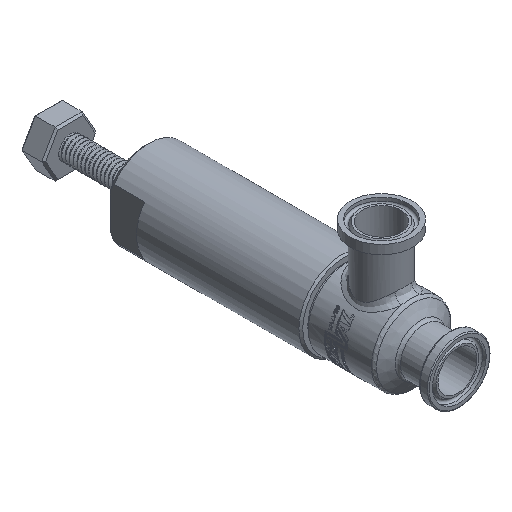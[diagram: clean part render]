
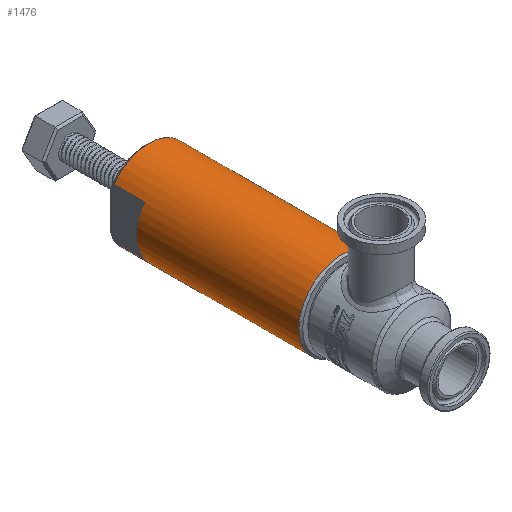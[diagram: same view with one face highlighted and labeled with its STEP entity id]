
A CAD part, isometric view. The second image highlights one B-rep face of the part: STEP entity #1476.
In plain terms, the highlighted cylindrical face has radius 17.491 mm (diameter 34.982 mm), a full revolution.
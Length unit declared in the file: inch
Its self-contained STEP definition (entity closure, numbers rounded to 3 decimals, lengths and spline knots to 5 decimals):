
#593 = VERTEX_POINT ( 'NONE', #21881 ) ;
#637 = CARTESIAN_POINT ( 'NONE',  ( -0.56225, 0., 0.39758 ) ) ;
#731 = VERTEX_POINT ( 'NONE', #26323 ) ;
#764 = EDGE_CURVE ( 'NONE', #15192, #24793, #6143, .T. ) ;
#770 = CARTESIAN_POINT ( 'NONE',  ( 0., 0., 0. ) ) ;
#893 = ORIENTED_EDGE ( 'NONE', *, *, #12828, .T. ) ;
#1422 = CARTESIAN_POINT ( 'NONE',  ( 0.68843, 3.4588, 0.01635 ) ) ;
#1476 = ADVANCED_FACE ( 'NONE', ( #19732, #7496, #22884 ), #13784, .T. ) ;
#1515 = CARTESIAN_POINT ( 'NONE',  ( 0.68785, 3.4872, -0.0325 ) ) ;
#1674 = EDGE_CURVE ( 'NONE', #18646, #10419, #7851, .T. ) ;
#1738 = CARTESIAN_POINT ( 'NONE',  ( 0.56225, 0., -0.39758 ) ) ;
#1761 = CARTESIAN_POINT ( 'NONE',  ( -0.56225, 0., -0.39758 ) ) ;
#1800 = VERTEX_POINT ( 'NONE', #20144 ) ;
#2148 = DIRECTION ( 'NONE',  ( 0., 1., 0. ) ) ;
#2210 = CARTESIAN_POINT ( 'NONE',  ( 0.56225, 0., 0.39758 ) ) ;
#2755 = CARTESIAN_POINT ( 'NONE',  ( 0., 4.97774, 0. ) ) ;
#3045 = DIRECTION ( 'NONE',  ( 0., 0., -1. ) ) ;
#3139 = DIRECTION ( 'NONE',  ( 0., -1., 0. ) ) ;
#3425 = CARTESIAN_POINT ( 'NONE',  ( 0.68785, 3.48295, 0.0325 ) ) ;
#3510 = DIRECTION ( 'NONE',  ( 0., -1., 0. ) ) ;
#3545 = EDGE_LOOP ( 'NONE', ( #4717 ) ) ;
#3622 = CARTESIAN_POINT ( 'NONE',  ( 0.68813, 3.46724, 0.026 ) ) ;
#3777 = AXIS2_PLACEMENT_3D ( 'NONE', #22325, #8934, #17912 ) ;
#4127 = DIRECTION ( 'NONE',  ( 0., 1., 0. ) ) ;
#4527 = ORIENTED_EDGE ( 'NONE', *, *, #764, .T. ) ;
#4717 = ORIENTED_EDGE ( 'NONE', *, *, #12206, .T. ) ;
#4822 = EDGE_CURVE ( 'NONE', #731, #5457, #19862, .T. ) ;
#5065 = AXIS2_PLACEMENT_3D ( 'NONE', #2755, #18292, #22803 ) ;
#5262 = CARTESIAN_POINT ( 'NONE',  ( 0., 4.49, 0. ) ) ;
#5270 = DIRECTION ( 'NONE',  ( 0., 0., 1. ) ) ;
#5350 = CARTESIAN_POINT ( 'NONE',  ( -0.56225, 4.49, -0.39758 ) ) ;
#5457 = VERTEX_POINT ( 'NONE', #26890 ) ;
#5649 = CARTESIAN_POINT ( 'NONE',  ( 0.68785, 3.49579, -0.0325 ) ) ;
#5662 = DIRECTION ( 'NONE',  ( 0., 1., 0. ) ) ;
#5747 = CARTESIAN_POINT ( 'NONE',  ( 0.68862, 3.45471, -0.0085 ) ) ;
#5820 = VECTOR ( 'NONE', #2148, 39.37008 ) ;
#5933 = CARTESIAN_POINT ( 'NONE',  ( 0.56225, 4.49, -0.39758 ) ) ;
#5935 = CARTESIAN_POINT ( 'NONE',  ( 0.68862, 3.51971, -0.00426 ) ) ;
#6143 = LINE ( 'NONE', #1761, #5820 ) ;
#6162 = ORIENTED_EDGE ( 'NONE', *, *, #27023, .T. ) ;
#6295 = EDGE_CURVE ( 'NONE', #1800, #24793, #16328, .T. ) ;
#7113 = ORIENTED_EDGE ( 'NONE', *, *, #14882, .F. ) ;
#7183 = EDGE_LOOP ( 'NONE', ( #7442, #11958, #7113, #27028, #6162, #4527, #11804, #893 ) ) ;
#7442 = ORIENTED_EDGE ( 'NONE', *, *, #1674, .T. ) ;
#7496 = FACE_OUTER_BOUND ( 'NONE', #7183, .T. ) ;
#7750 = VERTEX_POINT ( 'NONE', #22174 ) ;
#7851 = CIRCLE ( 'NONE', #15965, 0.68862 ) ;
#7857 = CARTESIAN_POINT ( 'NONE',  ( 0.68862, 3.4547, 0.00422 ) ) ;
#7905 = EDGE_LOOP ( 'NONE', ( #8814 ) ) ;
#7958 = CARTESIAN_POINT ( 'NONE',  ( 0.68789, 3.4787, 0.03166 ) ) ;
#8245 = CARTESIAN_POINT ( 'NONE',  ( 0.68858, 3.51887, -0.00847 ) ) ;
#8814 = ORIENTED_EDGE ( 'NONE', *, *, #22332, .T. ) ;
#8934 = DIRECTION ( 'NONE',  ( 0., 1., 0. ) ) ;
#9247 = LINE ( 'NONE', #1738, #28405 ) ;
#9962 = DIRECTION ( 'NONE',  ( 0., 1., 0. ) ) ;
#10067 = CARTESIAN_POINT ( 'NONE',  ( 0.68833, 3.5132, -0.01996 ) ) ;
#10272 = CARTESIAN_POINT ( 'NONE',  ( 0.68813, 3.46722, -0.02598 ) ) ;
#10367 = CARTESIAN_POINT ( 'NONE',  ( 0.68843, 3.51558, 0.0164 ) ) ;
#10374 = CARTESIAN_POINT ( 'NONE',  ( 0., 4.97774, 0. ) ) ;
#10419 = VERTEX_POINT ( 'NONE', #26285 ) ;
#11493 = CIRCLE ( 'NONE', #3777, 0.68862 ) ;
#11804 = ORIENTED_EDGE ( 'NONE', *, *, #6295, .F. ) ;
#11958 = ORIENTED_EDGE ( 'NONE', *, *, #12948, .T. ) ;
#12206 = EDGE_CURVE ( 'NONE', #7750, #7750, #17509, .T. ) ;
#12313 = DIRECTION ( 'NONE',  ( 0., 0., -1. ) ) ;
#12516 = CARTESIAN_POINT ( 'NONE',  ( 0.68843, 3.51561, -0.01636 ) ) ;
#12705 = CARTESIAN_POINT ( 'NONE',  ( 0.68803, 3.50416, 0.02899 ) ) ;
#12828 = EDGE_CURVE ( 'NONE', #1800, #18646, #9247, .T. ) ;
#12857 = VECTOR ( 'NONE', #15912, 39.37008 ) ;
#12948 = EDGE_CURVE ( 'NONE', #10419, #13150, #13438, .T. ) ;
#13150 = VERTEX_POINT ( 'NONE', #22536 ) ;
#13438 = LINE ( 'NONE', #2210, #15532 ) ;
#13784 = CYLINDRICAL_SURFACE ( 'NONE', #20476, 0.68862 ) ;
#14211 = AXIS2_PLACEMENT_3D ( 'NONE', #10374, #5662, #25601 ) ;
#14571 = CARTESIAN_POINT ( 'NONE',  ( 0.68803, 3.47082, -0.02839 ) ) ;
#14672 = CARTESIAN_POINT ( 'NONE',  ( 0.68843, 3.45823, -0.01698 ) ) ;
#14759 = CARTESIAN_POINT ( 'NONE',  ( 0.68785, 3.49568, 0.0325 ) ) ;
#14857 = CARTESIAN_POINT ( 'NONE',  ( 0.68785, 3.4872, -0.0325 ) ) ;
#14882 = EDGE_CURVE ( 'NONE', #731, #13150, #28615, .T. ) ;
#15192 = VERTEX_POINT ( 'NONE', #5350 ) ;
#15532 = VECTOR ( 'NONE', #4127, 39.37008 ) ;
#15912 = DIRECTION ( 'NONE',  ( 0., -1., 0. ) ) ;
#15965 = AXIS2_PLACEMENT_3D ( 'NONE', #25672, #3510, #12313 ) ;
#16328 = CIRCLE ( 'NONE', #14211, 0.68862 ) ;
#16924 = CARTESIAN_POINT ( 'NONE',  ( 0.68833, 3.46118, 0.01993 ) ) ;
#17509 = B_SPLINE_CURVE_WITH_KNOTS ( 'NONE', 3,
 ( #14857, #28115, #21540, #14571, #10272, #14672, #5747, #7857, #25873, #1422, #16924, #3622, #21337, #7958, #3425, #14759, #12705, #18981, #10367, #19280, #19181, #5935, #8245, #12516, #10067, #26066, #5649, #1515 ),
 .UNSPECIFIED., .T., .F.,
 ( 4, 2, 2, 2, 2, 2, 2, 2, 2, 2, 2, 2, 2, 4 ),
 ( 0., 0.00032, 0.00065, 0.00129, 0.00161, 0.00194, 0.00226, 0.00258, 0.00323, 0.00355, 0.00387, 0.00419, 0.00452, 0.00516 ),
 .UNSPECIFIED. ) ;
#17912 = DIRECTION ( 'NONE',  ( 0., 0., 1. ) ) ;
#18183 = AXIS2_PLACEMENT_3D ( 'NONE', #5262, #3139, #3045 ) ;
#18292 = DIRECTION ( 'NONE',  ( 0., 1., 0. ) ) ;
#18646 = VERTEX_POINT ( 'NONE', #5933 ) ;
#18981 = CARTESIAN_POINT ( 'NONE',  ( 0.68833, 3.51316, 0.02001 ) ) ;
#19181 = CARTESIAN_POINT ( 'NONE',  ( 0.68862, 3.5197, 0.00432 ) ) ;
#19280 = CARTESIAN_POINT ( 'NONE',  ( 0.68858, 3.51885, 0.00854 ) ) ;
#19732 = FACE_BOUND ( 'NONE', #3545, .T. ) ;
#19862 = LINE ( 'NONE', #637, #12857 ) ;
#20144 = CARTESIAN_POINT ( 'NONE',  ( 0.56225, 4.97774, -0.39758 ) ) ;
#20476 = AXIS2_PLACEMENT_3D ( 'NONE', #770, #9962, #5270 ) ;
#21337 = CARTESIAN_POINT ( 'NONE',  ( 0.68803, 3.47082, 0.02839 ) ) ;
#21540 = CARTESIAN_POINT ( 'NONE',  ( 0.68789, 3.4787, -0.03165 ) ) ;
#21881 = CARTESIAN_POINT ( 'NONE',  ( 0., 1.88621, 0.68862 ) ) ;
#22174 = CARTESIAN_POINT ( 'NONE',  ( 0.68785, 3.4872, -0.0325 ) ) ;
#22325 = CARTESIAN_POINT ( 'NONE',  ( 0., 1.88621, 0. ) ) ;
#22332 = EDGE_CURVE ( 'NONE', #593, #593, #11493, .T. ) ;
#22536 = CARTESIAN_POINT ( 'NONE',  ( 0.56225, 4.97774, 0.39758 ) ) ;
#22803 = DIRECTION ( 'NONE',  ( 0., 0., 1. ) ) ;
#22884 = FACE_OUTER_BOUND ( 'NONE', #7905, .T. ) ;
#24793 = VERTEX_POINT ( 'NONE', #28266 ) ;
#25601 = DIRECTION ( 'NONE',  ( 0., 0., 1. ) ) ;
#25672 = CARTESIAN_POINT ( 'NONE',  ( 0., 4.49, 0. ) ) ;
#25817 = DIRECTION ( 'NONE',  ( 0., -1., 0. ) ) ;
#25873 = CARTESIAN_POINT ( 'NONE',  ( 0.68858, 3.45554, 0.00848 ) ) ;
#25895 = CIRCLE ( 'NONE', #18183, 0.68862 ) ;
#26066 = CARTESIAN_POINT ( 'NONE',  ( 0.68803, 3.50421, -0.02897 ) ) ;
#26285 = CARTESIAN_POINT ( 'NONE',  ( 0.56225, 4.49, 0.39758 ) ) ;
#26323 = CARTESIAN_POINT ( 'NONE',  ( -0.56225, 4.97774, 0.39758 ) ) ;
#26890 = CARTESIAN_POINT ( 'NONE',  ( -0.56225, 4.49, 0.39758 ) ) ;
#27023 = EDGE_CURVE ( 'NONE', #5457, #15192, #25895, .T. ) ;
#27028 = ORIENTED_EDGE ( 'NONE', *, *, #4822, .T. ) ;
#28115 = CARTESIAN_POINT ( 'NONE',  ( 0.68785, 3.48291, -0.0325 ) ) ;
#28266 = CARTESIAN_POINT ( 'NONE',  ( -0.56225, 4.97774, -0.39758 ) ) ;
#28405 = VECTOR ( 'NONE', #25817, 39.37008 ) ;
#28615 = CIRCLE ( 'NONE', #5065, 0.68862 ) ;
